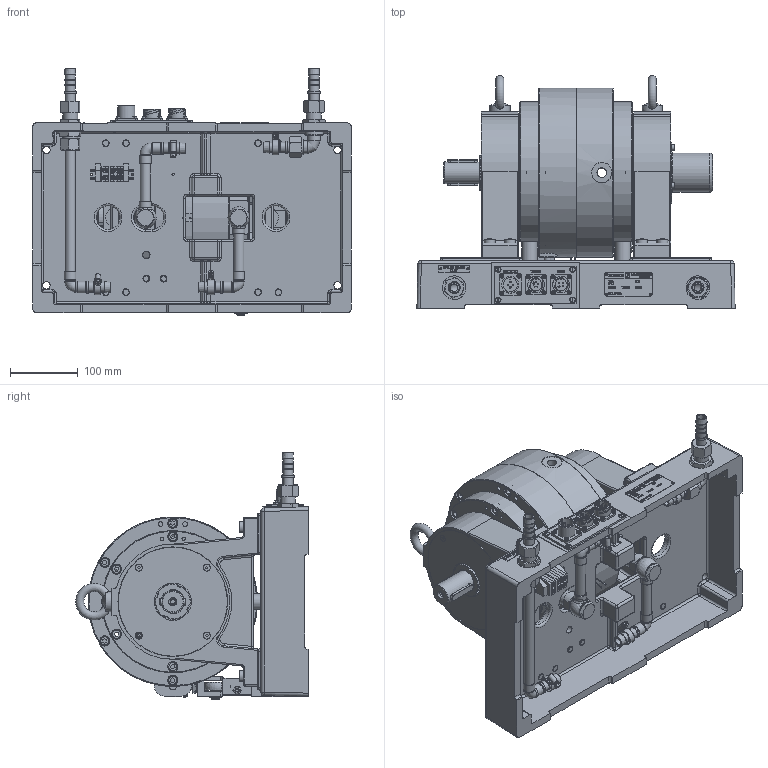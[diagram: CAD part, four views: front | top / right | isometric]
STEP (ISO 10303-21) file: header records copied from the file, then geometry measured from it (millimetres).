
FILE_DESCRIPTION (( 'STEP AP203' ), '1' );
FILE_NAME ('323-101-000-051_EF.STEP', '2014-01-23T15:10:59', ( 'ajoy' ), ( 'Microsoft' ), 'SwSTEP 2.0', 'SolidWorks 2012', '' );
FILE_SCHEMA (( 'CONFIG_CONTROL_DESIGN' ));
Products named in the file (1): 323-101-000-051_EF
Bounding box: 469.86 x 343.46 x 363.86 mm (x, y, z)
Surface area: 1130761.9 mm2 (no closed solid volume)
Topology: 0 solids, 335 shells, 2044 faces, 8763 edges, 6914 vertices
Faces by surface type: plane 1100, cylinder 574, cone 158, torus 130, sphere 47, bspline 35
Full cylindrical faces by diameter (mm): 0.5 x1, 1.5 x22, 2.5 x4, 3 x5, 3.3 x7, 4.5 x14, 5 x2, 5.5 x16, 6 x4, 6.595 x1, 6.8 x2, 7 x2, 7.5 x3, 8.4 x1, 8.5 x7, 8.6 x4, 10 x11, 10.2 x1, 10.4 x8, 11 x13, 12 x3, 13 x1, 14.2 x2, 15 x39, 16 x22, 16.4 x1, 17 x11, 18 x12, 18.5 x2, 19 x2
Entity records: 99393 total; most frequent: CARTESIAN_POINT 34160, DIRECTION 12156, ORIENTED_EDGE 11181, EDGE_CURVE 8223, VERTEX_POINT 6804, VECTOR 4358, LINE 4358, AXIS2_PLACEMENT_3D 3899
